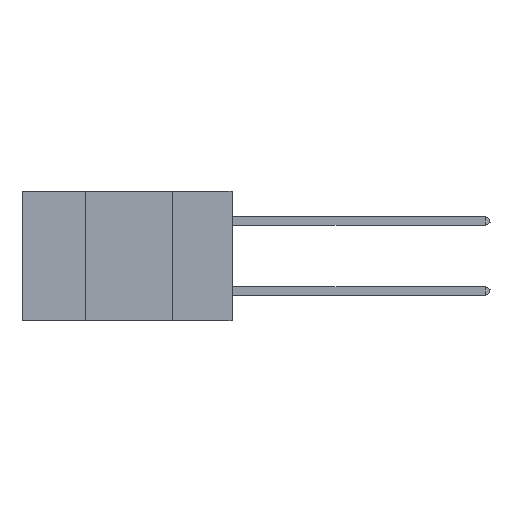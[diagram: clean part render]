
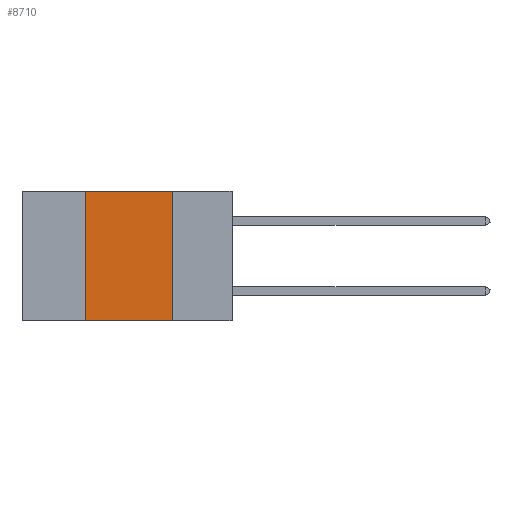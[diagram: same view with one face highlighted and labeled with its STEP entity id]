
A CAD part, left-side view. The second image highlights one B-rep face of the part: STEP entity #8710.
In plain terms, the highlighted planar face has unit normal (-1, 0, 0).
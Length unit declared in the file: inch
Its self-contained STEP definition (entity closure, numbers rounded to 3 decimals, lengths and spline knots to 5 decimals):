
#301 = VECTOR ( 'NONE', #11275, 39.37008 ) ;
#1165 = VERTEX_POINT ( 'NONE', #16625 ) ;
#1955 = DIRECTION ( 'NONE',  ( 0., 0., 1. ) ) ;
#4108 = CARTESIAN_POINT ( 'NONE',  ( 0., 0.6, 0. ) ) ;
#4137 = CARTESIAN_POINT ( 'NONE',  ( 0., 0.42, -0.37 ) ) ;
#4457 = EDGE_CURVE ( 'NONE', #1165, #28153, #24359, .T. ) ;
#7849 = CARTESIAN_POINT ( 'NONE',  ( 0., 0.6, 0. ) ) ;
#8569 = ORIENTED_EDGE ( 'NONE', *, *, #22060, .F. ) ;
#8710 = ADVANCED_FACE ( 'NONE', ( #14341 ), #27358, .F. ) ;
#10103 = LINE ( 'NONE', #11744, #25743 ) ;
#11275 = DIRECTION ( 'NONE',  ( 0., -1., 0. ) ) ;
#11744 = CARTESIAN_POINT ( 'NONE',  ( 0., 0.42, 0. ) ) ;
#11880 = VERTEX_POINT ( 'NONE', #4137 ) ;
#12714 = DIRECTION ( 'NONE',  ( 0., 0., -1. ) ) ;
#12752 = VERTEX_POINT ( 'NONE', #27426 ) ;
#12780 = ORIENTED_EDGE ( 'NONE', *, *, #16436, .T. ) ;
#13412 = ORIENTED_EDGE ( 'NONE', *, *, #4457, .F. ) ;
#14341 = FACE_OUTER_BOUND ( 'NONE', #28160, .T. ) ;
#16436 = EDGE_CURVE ( 'NONE', #11880, #28153, #23979, .T. ) ;
#16625 = CARTESIAN_POINT ( 'NONE',  ( 0., 0.17, 0. ) ) ;
#17589 = EDGE_CURVE ( 'NONE', #12752, #1165, #18582, .T. ) ;
#18582 = LINE ( 'NONE', #4108, #301 ) ;
#19655 = CARTESIAN_POINT ( 'NONE',  ( 0., 0.17, 0. ) ) ;
#20151 = VECTOR ( 'NONE', #30078, 39.37008 ) ;
#20312 = DIRECTION ( 'NONE',  ( 1., 0., 0. ) ) ;
#22051 = VECTOR ( 'NONE', #29563, 39.37008 ) ;
#22060 = EDGE_CURVE ( 'NONE', #11880, #12752, #10103, .T. ) ;
#22614 = CARTESIAN_POINT ( 'NONE',  ( 0., 0.6, -0.37 ) ) ;
#23979 = LINE ( 'NONE', #22614, #20151 ) ;
#24359 = LINE ( 'NONE', #19655, #22051 ) ;
#25026 = AXIS2_PLACEMENT_3D ( 'NONE', #7849, #20312, #12714 ) ;
#25743 = VECTOR ( 'NONE', #1955, 39.37008 ) ;
#27358 = PLANE ( 'NONE',  #25026 ) ;
#27426 = CARTESIAN_POINT ( 'NONE',  ( 0., 0.42, 0. ) ) ;
#28153 = VERTEX_POINT ( 'NONE', #31387 ) ;
#28160 = EDGE_LOOP ( 'NONE', ( #13412, #30352, #8569, #12780 ) ) ;
#29563 = DIRECTION ( 'NONE',  ( 0., 0., -1. ) ) ;
#30078 = DIRECTION ( 'NONE',  ( 0., -1., 0. ) ) ;
#30352 = ORIENTED_EDGE ( 'NONE', *, *, #17589, .F. ) ;
#31387 = CARTESIAN_POINT ( 'NONE',  ( 0., 0.17, -0.37 ) ) ;
